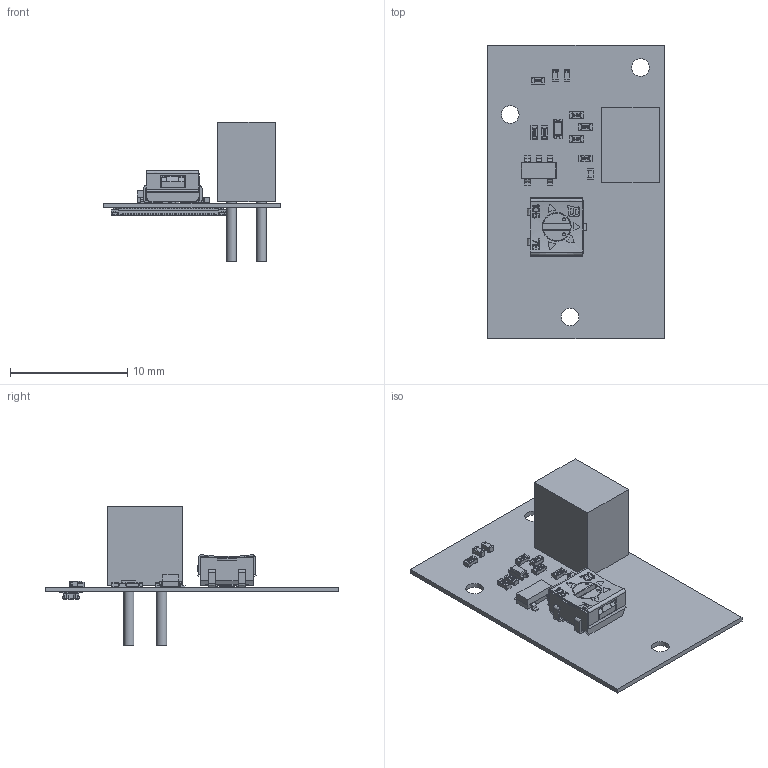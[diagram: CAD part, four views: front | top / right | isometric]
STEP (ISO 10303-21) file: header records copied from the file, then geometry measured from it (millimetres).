
FILE_DESCRIPTION(('Open CASCADE Model'),'2;1');
FILE_NAME('Open CASCADE Shape Model','2021-07-29T10:33:18',('Author'),( 'Open CASCADE'),'Open CASCADE STEP processor 6.8','Open CASCADE 6.8' ,'Unknown');
FILE_SCHEMA(('AUTOMOTIVE_DESIGN { 1 0 10303 214 1 1 1 1 }'));
Length unit declared in the file: millimetre
Products named in the file (37): PCB; Board; Open CASCADE STEP translator 6.8 1.1.1; U2; 6182008000; Body; Leads; R8; RES_1005-0402; R7; R6; D1; LED0603; C3; C0402; U1; SOT-23-5; R5; R4; 3314j-2-103e; Open CASCADE STEP translator 6.8 1.10.1.1; Open CASCADE STEP translator 6.8 1.10.1.2; Open CASCADE STEP translator 6.8 1.10.1.3; Open CASCADE STEP translator 6.8 1.10.1.4; Open CASCADE STEP translator 6.8 1.10.1.5; Open CASCADE STEP translator 6.8 1.10.1.6; Open CASCADE STEP translator 6.8 1.10.1.7; Open CASCADE STEP translator 6.8 1.10.1.8; Open CASCADE STEP translator 6.8 1.10.1.9; Open CASCADE STEP translator 6.8 1.10.1.10; R3; R2; R1; J1; axe640124; C2; C1
Assembly tree (47 placements, depth 4):
  PCB
    Board
      Open CASCADE STEP translator 6.8 1.1.1
    U2
      6182008000
        Body
        Leads  x4
    R8
      RES_1005-0402
    R7
      RES_1005-0402
    R6
      RES_1005-0402
    D1
      LED0603
    C3
      C0402
    U1
      SOT-23-5
    R5
      RES_1005-0402
    R4
      3314j-2-103e
        Open CASCADE STEP translator 6.8 1.10.1.1
        Open CASCADE STEP translator 6.8 1.10.1.2
        Open CASCADE STEP translator 6.8 1.10.1.3
        Open CASCADE STEP translator 6.8 1.10.1.4
        Open CASCADE STEP translator 6.8 1.10.1.5
        Open CASCADE STEP translator 6.8 1.10.1.6
        Open CASCADE STEP translator 6.8 1.10.1.7
        Open CASCADE STEP translator 6.8 1.10.1.8
        Open CASCADE STEP translator 6.8 1.10.1.9
        Open CASCADE STEP translator 6.8 1.10.1.10
    R3
      RES_1005-0402
    R2
      RES_1005-0402
    R1
      RES_1005-0402
    J1
      axe640124
    C2
      C0402
    C1
      C0402
Bounding box: 15 x 25 x 11.9 mm (x, y, z)
Volume: 469.7 mm3; surface area: 1662.4 mm2
Topology: 62 solids, 62 shells, 2208 faces, 5715 edges, 3677 vertices
Faces by surface type: plane 1223, bspline 693, cylinder 226, sphere 58, cone 4, torus 4
Full cylindrical faces by diameter (mm): 0.85 x16, 1.05 x4, 1.5 x3
Entity records: 56777 total; most frequent: CARTESIAN_POINT 14597, ORIENTED_EDGE 7970, DIRECTION 6361, EDGE_CURVE 3985, LINE 3119, VECTOR 3119, VERTEX_POINT 2589, AXIS2_PLACEMENT_3D 1621
